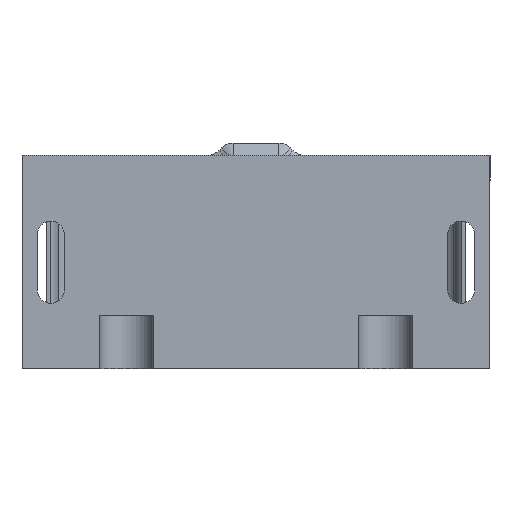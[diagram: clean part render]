
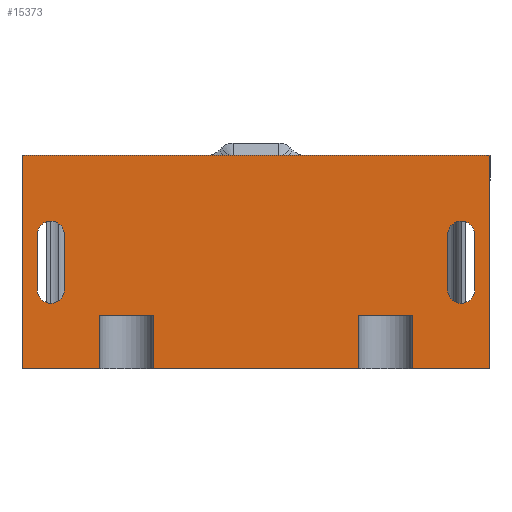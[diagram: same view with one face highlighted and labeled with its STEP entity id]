
A CAD part, front view. The second image highlights one B-rep face of the part: STEP entity #15373.
In plain terms, the highlighted planar face has unit normal (0, -1, 0).
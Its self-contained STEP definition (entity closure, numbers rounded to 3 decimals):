
#3255=DIRECTION('',(1.,0.,0.));
#3256=VECTOR('',#3255,13.2);
#3257=CARTESIAN_POINT('',(-38.2,-49.,-10.));
#3258=LINE('',#3257,#3256);
#3274=CARTESIAN_POINT('',(-50.,-49.,-3.7));
#3275=DIRECTION('',(0.,-1.,0.));
#3276=DIRECTION('',(-1.,0.,0.));
#3277=AXIS2_PLACEMENT_3D('',#3274,#3275,#3276);
#3279=CARTESIAN_POINT('',(-50.,-49.,9.703));
#3280=DIRECTION('',(0.,-1.,0.));
#3281=DIRECTION('',(1.,0.,0.));
#3282=AXIS2_PLACEMENT_3D('',#3279,#3280,#3281);
#3284=CARTESIAN_POINT('',(50.,-49.,9.703));
#3285=DIRECTION('',(0.,-1.,0.));
#3286=DIRECTION('',(1.,0.,0.));
#3287=AXIS2_PLACEMENT_3D('',#3284,#3285,#3286);
#3289=CARTESIAN_POINT('',(50.,-49.,-3.7));
#3290=DIRECTION('',(0.,-1.,0.));
#3291=DIRECTION('',(-1.,0.,0.));
#3292=AXIS2_PLACEMENT_3D('',#3289,#3290,#3291);
#3294=DIRECTION('',(0.,0.,1.));
#3295=VECTOR('',#3294,52.);
#3296=CARTESIAN_POINT('',(-57.,-49.,-23.));
#3297=LINE('',#3296,#3295);
#3298=DIRECTION('',(1.,0.,0.));
#3299=VECTOR('',#3298,114.);
#3300=CARTESIAN_POINT('',(-57.,-49.,29.));
#3301=LINE('',#3300,#3299);
#3302=DIRECTION('',(-1.,0.,0.));
#3303=VECTOR('',#3302,18.8);
#3304=CARTESIAN_POINT('',(57.,-49.,-23.));
#3305=LINE('',#3304,#3303);
#3306=DIRECTION('',(-1.,0.,0.));
#3307=VECTOR('',#3306,50.);
#3308=CARTESIAN_POINT('',(25.,-49.,-23.));
#3309=LINE('',#3308,#3307);
#3310=DIRECTION('',(-1.,0.,0.));
#3311=VECTOR('',#3310,18.8);
#3312=CARTESIAN_POINT('',(-38.2,-49.,-23.));
#3313=LINE('',#3312,#3311);
#3314=DIRECTION('',(0.,0.,1.));
#3315=VECTOR('',#3314,13.403);
#3316=CARTESIAN_POINT('',(-53.3,-49.,-3.7));
#3317=LINE('',#3316,#3315);
#3330=DIRECTION('',(0.,0.,-1.));
#3331=VECTOR('',#3330,13.403);
#3332=CARTESIAN_POINT('',(-46.7,-49.,9.703));
#3333=LINE('',#3332,#3331);
#3875=DIRECTION('',(0.,0.,1.));
#3876=VECTOR('',#3875,13.);
#3877=CARTESIAN_POINT('',(-38.2,-49.,-23.));
#3878=LINE('',#3877,#3876);
#3899=DIRECTION('',(0.,0.,-1.));
#3900=VECTOR('',#3899,13.);
#3901=CARTESIAN_POINT('',(-25.,-49.,-10.));
#3902=LINE('',#3901,#3900);
#3907=DIRECTION('',(0.,0.,1.));
#3908=VECTOR('',#3907,13.);
#3909=CARTESIAN_POINT('',(25.,-49.,-23.));
#3910=LINE('',#3909,#3908);
#3919=DIRECTION('',(1.,0.,0.));
#3920=VECTOR('',#3919,13.2);
#3921=CARTESIAN_POINT('',(25.,-49.,-10.));
#3922=LINE('',#3921,#3920);
#3946=DIRECTION('',(0.,0.,-1.));
#3947=VECTOR('',#3946,13.);
#3948=CARTESIAN_POINT('',(38.2,-49.,-10.));
#3949=LINE('',#3948,#3947);
#3972=DIRECTION('',(0.,0.,1.));
#3973=VECTOR('',#3972,52.);
#3974=CARTESIAN_POINT('',(57.,-49.,-23.));
#3975=LINE('',#3974,#3973);
#4548=DIRECTION('',(0.,0.,-1.));
#4549=VECTOR('',#4548,13.403);
#4550=CARTESIAN_POINT('',(53.3,-49.,9.703));
#4551=LINE('',#4550,#4549);
#4556=DIRECTION('',(0.,0.,1.));
#4557=VECTOR('',#4556,13.403);
#4558=CARTESIAN_POINT('',(46.7,-49.,-3.7));
#4559=LINE('',#4558,#4557);
#8729=CARTESIAN_POINT('',(-57.,-49.,-23.));
#8730=VERTEX_POINT('',#8729);
#8731=CARTESIAN_POINT('',(-38.2,-49.,-23.));
#8732=VERTEX_POINT('',#8731);
#8737=CARTESIAN_POINT('',(-25.,-49.,-23.));
#8738=VERTEX_POINT('',#8737);
#8739=CARTESIAN_POINT('',(25.,-49.,-23.));
#8740=VERTEX_POINT('',#8739);
#8745=CARTESIAN_POINT('',(38.2,-49.,-23.));
#8746=VERTEX_POINT('',#8745);
#8747=CARTESIAN_POINT('',(57.,-49.,-23.));
#8748=VERTEX_POINT('',#8747);
#8873=CARTESIAN_POINT('',(25.,-49.,-10.));
#8874=CARTESIAN_POINT('',(38.2,-49.,-10.));
#8875=VERTEX_POINT('',#8873);
#8876=VERTEX_POINT('',#8874);
#8877=CARTESIAN_POINT('',(-25.,-49.,-10.));
#8878=VERTEX_POINT('',#8877);
#8879=CARTESIAN_POINT('',(-38.2,-49.,-10.));
#8880=VERTEX_POINT('',#8879);
#8881=CARTESIAN_POINT('',(-53.3,-49.,-3.7));
#8882=CARTESIAN_POINT('',(-46.7,-49.,-3.7));
#8883=VERTEX_POINT('',#8881);
#8884=VERTEX_POINT('',#8882);
#8885=CARTESIAN_POINT('',(-46.7,-49.,9.703));
#8886=VERTEX_POINT('',#8885);
#8887=CARTESIAN_POINT('',(-53.3,-49.,9.703));
#8888=VERTEX_POINT('',#8887);
#8889=CARTESIAN_POINT('',(53.3,-49.,9.703));
#8890=CARTESIAN_POINT('',(53.3,-49.,-3.7));
#8891=VERTEX_POINT('',#8889);
#8892=VERTEX_POINT('',#8890);
#8893=CARTESIAN_POINT('',(46.7,-49.,9.703));
#8894=VERTEX_POINT('',#8893);
#8895=CARTESIAN_POINT('',(46.7,-49.,-3.7));
#8896=VERTEX_POINT('',#8895);
#8950=CARTESIAN_POINT('',(57.,-49.,29.));
#8951=VERTEX_POINT('',#8950);
#8952=CARTESIAN_POINT('',(-57.,-49.,29.));
#8953=VERTEX_POINT('',#8952);
#15323=CARTESIAN_POINT('',(0.,-49.,0.));
#15324=DIRECTION('',(0.,1.,0.));
#15325=DIRECTION('',(1.,0.,0.));
#15326=AXIS2_PLACEMENT_3D('',#15323,#15324,#15325);
#15327=PLANE('',#15326);
#15329=ORIENTED_EDGE('',*,*,#15328,.T.);
#15331=ORIENTED_EDGE('',*,*,#15330,.T.);
#15333=ORIENTED_EDGE('',*,*,#15332,.F.);
#15335=ORIENTED_EDGE('',*,*,#15334,.T.);
#15337=ORIENTED_EDGE('',*,*,#15336,.F.);
#15339=ORIENTED_EDGE('',*,*,#15338,.F.);
#15341=ORIENTED_EDGE('',*,*,#15340,.F.);
#15343=ORIENTED_EDGE('',*,*,#15342,.T.);
#15345=ORIENTED_EDGE('',*,*,#15344,.F.);
#15346=ORIENTED_EDGE('',*,*,#15301,.F.);
#15348=ORIENTED_EDGE('',*,*,#15347,.F.);
#15350=ORIENTED_EDGE('',*,*,#15349,.T.);
#15351=EDGE_LOOP('',(#15329,#15331,#15333,#15335,#15337,#15339,#15341,#15343,
#15345,#15346,#15348,#15350));
#15352=FACE_OUTER_BOUND('',#15351,.F.);
#15354=ORIENTED_EDGE('',*,*,#15353,.F.);
#15356=ORIENTED_EDGE('',*,*,#15355,.T.);
#15358=ORIENTED_EDGE('',*,*,#15357,.F.);
#15360=ORIENTED_EDGE('',*,*,#15359,.T.);
#15361=EDGE_LOOP('',(#15354,#15356,#15358,#15360));
#15362=FACE_BOUND('',#15361,.F.);
#15364=ORIENTED_EDGE('',*,*,#15363,.T.);
#15366=ORIENTED_EDGE('',*,*,#15365,.F.);
#15368=ORIENTED_EDGE('',*,*,#15367,.T.);
#15370=ORIENTED_EDGE('',*,*,#15369,.F.);
#15371=EDGE_LOOP('',(#15364,#15366,#15368,#15370));
#15372=FACE_BOUND('',#15371,.F.);
#3278=CIRCLE('',#3277,3.3);
#3283=CIRCLE('',#3282,3.3);
#3288=CIRCLE('',#3287,3.3);
#3293=CIRCLE('',#3292,3.3);
#15301=EDGE_CURVE('',#8880,#8878,#3258,.T.);
#15328=EDGE_CURVE('',#8730,#8953,#3297,.T.);
#15330=EDGE_CURVE('',#8953,#8951,#3301,.T.);
#15332=EDGE_CURVE('',#8748,#8951,#3975,.T.);
#15334=EDGE_CURVE('',#8748,#8746,#3305,.T.);
#15336=EDGE_CURVE('',#8876,#8746,#3949,.T.);
#15338=EDGE_CURVE('',#8875,#8876,#3922,.T.);
#15340=EDGE_CURVE('',#8740,#8875,#3910,.T.);
#15342=EDGE_CURVE('',#8740,#8738,#3309,.T.);
#15344=EDGE_CURVE('',#8878,#8738,#3902,.T.);
#15347=EDGE_CURVE('',#8732,#8880,#3878,.T.);
#15349=EDGE_CURVE('',#8732,#8730,#3313,.T.);
#15353=EDGE_CURVE('',#8891,#8892,#4551,.T.);
#15355=EDGE_CURVE('',#8891,#8894,#3288,.T.);
#15357=EDGE_CURVE('',#8896,#8894,#4559,.T.);
#15359=EDGE_CURVE('',#8896,#8892,#3293,.T.);
#15363=EDGE_CURVE('',#8883,#8884,#3278,.T.);
#15365=EDGE_CURVE('',#8886,#8884,#3333,.T.);
#15367=EDGE_CURVE('',#8886,#8888,#3283,.T.);
#15369=EDGE_CURVE('',#8883,#8888,#3317,.T.);
#15373=ADVANCED_FACE('',(#15352,#15362,#15372),#15327,.F.);
